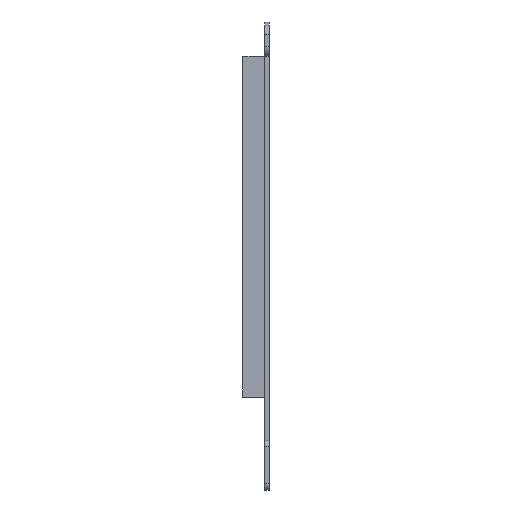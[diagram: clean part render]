
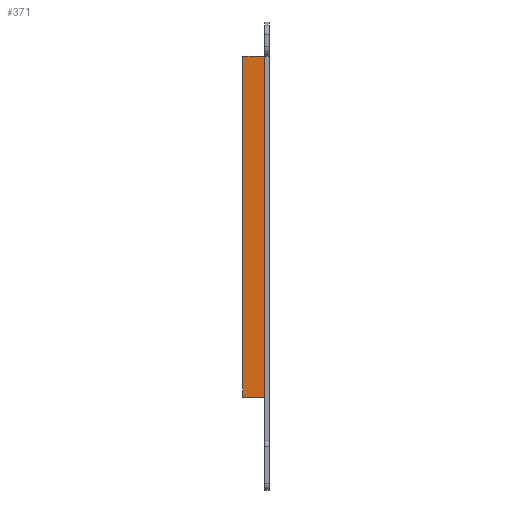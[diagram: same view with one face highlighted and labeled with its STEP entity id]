
A CAD part, left-side view. The second image highlights one B-rep face of the part: STEP entity #371.
In plain terms, the highlighted planar face has unit normal (-1, 0, 0).
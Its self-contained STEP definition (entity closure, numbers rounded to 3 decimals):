
#15 = CARTESIAN_POINT ( 'NONE',  ( 4., 8.5, 30. ) ) ;
#48 = EDGE_CURVE ( 'NONE', #726, #749, #1461, .T. ) ;
#105 = LINE ( 'NONE', #1148, #896 ) ;
#316 = EDGE_CURVE ( 'NONE', #726, #1689, #1420, .T. ) ;
#325 = CARTESIAN_POINT ( 'NONE',  ( 4., 8.5, 140. ) ) ;
#336 = CARTESIAN_POINT ( 'NONE',  ( 4., 0., 30. ) ) ;
#371 = ADVANCED_FACE ( 'NONE', ( #1693 ), #785, .T. ) ;
#415 = DIRECTION ( 'NONE',  ( 0., 0., -1. ) ) ;
#481 = ORIENTED_EDGE ( 'NONE', *, *, #316, .T. ) ;
#522 = EDGE_CURVE ( 'NONE', #1096, #1689, #105, .T. ) ;
#540 = VECTOR ( 'NONE', #658, 1000. ) ;
#658 = DIRECTION ( 'NONE',  ( 0., 1., 0. ) ) ;
#726 = VERTEX_POINT ( 'NONE', #1680 ) ;
#749 = VERTEX_POINT ( 'NONE', #1195 ) ;
#773 = CARTESIAN_POINT ( 'NONE',  ( 4., 0., 30. ) ) ;
#785 = PLANE ( 'NONE',  #1337 ) ;
#892 = VECTOR ( 'NONE', #415, 1000. ) ;
#896 = VECTOR ( 'NONE', #1185, 1000. ) ;
#946 = DIRECTION ( 'NONE',  ( -1., 0., 0. ) ) ;
#956 = VECTOR ( 'NONE', #1936, 1000. ) ;
#1073 = LINE ( 'NONE', #773, #956 ) ;
#1086 = CARTESIAN_POINT ( 'NONE',  ( 4., 0., 140. ) ) ;
#1096 = VERTEX_POINT ( 'NONE', #15 ) ;
#1102 = EDGE_LOOP ( 'NONE', ( #1309, #481, #1216, #1192 ) ) ;
#1128 = EDGE_CURVE ( 'NONE', #749, #1096, #1073, .T. ) ;
#1148 = CARTESIAN_POINT ( 'NONE',  ( 4., 8.5, 30. ) ) ;
#1185 = DIRECTION ( 'NONE',  ( 0., 0., 1. ) ) ;
#1192 = ORIENTED_EDGE ( 'NONE', *, *, #1128, .F. ) ;
#1195 = CARTESIAN_POINT ( 'NONE',  ( 4., 1.5, 30. ) ) ;
#1216 = ORIENTED_EDGE ( 'NONE', *, *, #522, .F. ) ;
#1309 = ORIENTED_EDGE ( 'NONE', *, *, #48, .F. ) ;
#1337 = AXIS2_PLACEMENT_3D ( 'NONE', #336, #946, #1544 ) ;
#1420 = LINE ( 'NONE', #1086, #540 ) ;
#1461 = LINE ( 'NONE', #1764, #892 ) ;
#1544 = DIRECTION ( 'NONE',  ( 0., 0., 1. ) ) ;
#1680 = CARTESIAN_POINT ( 'NONE',  ( 4., 1.5, 140. ) ) ;
#1689 = VERTEX_POINT ( 'NONE', #325 ) ;
#1693 = FACE_OUTER_BOUND ( 'NONE', #1102, .T. ) ;
#1764 = CARTESIAN_POINT ( 'NONE',  ( 4., 1.5, 23. ) ) ;
#1936 = DIRECTION ( 'NONE',  ( 0., 1., 0. ) ) ;
